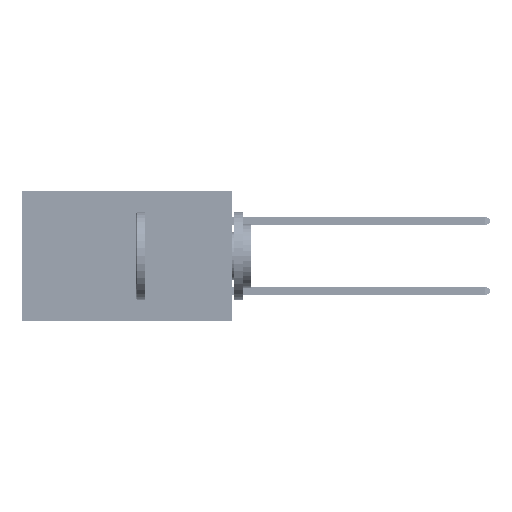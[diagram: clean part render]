
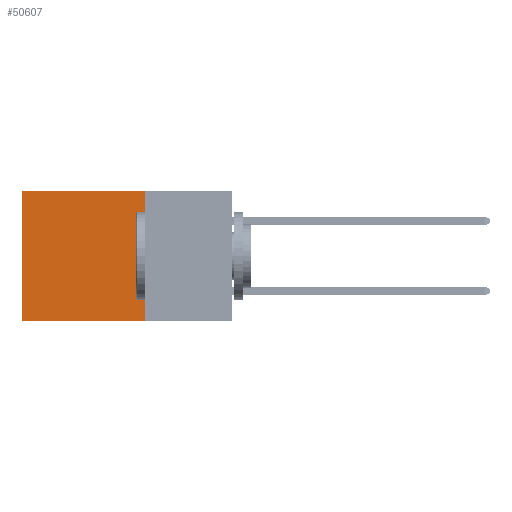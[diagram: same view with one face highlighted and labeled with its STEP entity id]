
A CAD part, left-side view. The second image highlights one B-rep face of the part: STEP entity #50607.
In plain terms, the highlighted planar face has unit normal (-1, 0, 0).
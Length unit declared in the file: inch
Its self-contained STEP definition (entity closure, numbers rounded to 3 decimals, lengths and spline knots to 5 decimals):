
#488 = VECTOR ( 'NONE', #28191, 39.37008 ) ;
#8395 = CARTESIAN_POINT ( 'NONE',  ( 0.2875, 0.6, 0. ) ) ;
#10364 = DIRECTION ( 'NONE',  ( 0., 1., 0. ) ) ;
#12327 = CARTESIAN_POINT ( 'NONE',  ( 0.2875, 0.25, 0. ) ) ;
#14803 = LINE ( 'NONE', #49971, #32987 ) ;
#15304 = CARTESIAN_POINT ( 'NONE',  ( 0.2875, 0.25, -0.37 ) ) ;
#16643 = DIRECTION ( 'NONE',  ( 0., 0., -1. ) ) ;
#17625 = VECTOR ( 'NONE', #34347, 39.37008 ) ;
#17962 = VERTEX_POINT ( 'NONE', #12327 ) ;
#20354 = DIRECTION ( 'NONE',  ( 1., 0., 0. ) ) ;
#26868 = VERTEX_POINT ( 'NONE', #15304 ) ;
#27197 = VERTEX_POINT ( 'NONE', #29283 ) ;
#28191 = DIRECTION ( 'NONE',  ( 0., 0., -1. ) ) ;
#29283 = CARTESIAN_POINT ( 'NONE',  ( 0.2875, 0.6, -0.37 ) ) ;
#30230 = VERTEX_POINT ( 'NONE', #36342 ) ;
#31519 = DIRECTION ( 'NONE',  ( 0., 0., -1. ) ) ;
#32047 = LINE ( 'NONE', #45918, #17625 ) ;
#32396 = CARTESIAN_POINT ( 'NONE',  ( 0.2875, 0.25, 0. ) ) ;
#32418 = LINE ( 'NONE', #8395, #488 ) ;
#32765 = AXIS2_PLACEMENT_3D ( 'NONE', #32396, #20354, #16643 ) ;
#32987 = VECTOR ( 'NONE', #10364, 39.37008 ) ;
#33967 = EDGE_CURVE ( 'NONE', #17962, #30230, #32047, .T. ) ;
#34347 = DIRECTION ( 'NONE',  ( 0., 1., 0. ) ) ;
#36298 = ORIENTED_EDGE ( 'NONE', *, *, #33967, .T. ) ;
#36342 = CARTESIAN_POINT ( 'NONE',  ( 0.2875, 0.6, 0. ) ) ;
#37248 = EDGE_CURVE ( 'NONE', #26868, #27197, #14803, .T. ) ;
#37480 = ORIENTED_EDGE ( 'NONE', *, *, #49263, .F. ) ;
#38282 = ORIENTED_EDGE ( 'NONE', *, *, #40479, .T. ) ;
#40479 = EDGE_CURVE ( 'NONE', #30230, #27197, #32418, .T. ) ;
#41390 = EDGE_LOOP ( 'NONE', ( #38282, #44826, #37480, #36298 ) ) ;
#42434 = FACE_OUTER_BOUND ( 'NONE', #41390, .T. ) ;
#44321 = PLANE ( 'NONE',  #32765 ) ;
#44826 = ORIENTED_EDGE ( 'NONE', *, *, #37248, .F. ) ;
#45088 = LINE ( 'NONE', #51328, #48859 ) ;
#45918 = CARTESIAN_POINT ( 'NONE',  ( 0.2875, 0.25, 0. ) ) ;
#48859 = VECTOR ( 'NONE', #31519, 39.37008 ) ;
#49263 = EDGE_CURVE ( 'NONE', #17962, #26868, #45088, .T. ) ;
#49971 = CARTESIAN_POINT ( 'NONE',  ( 0.2875, 0.25, -0.37 ) ) ;
#50607 = ADVANCED_FACE ( 'NONE', ( #42434 ), #44321, .F. ) ;
#51328 = CARTESIAN_POINT ( 'NONE',  ( 0.2875, 0.25, 0. ) ) ;
